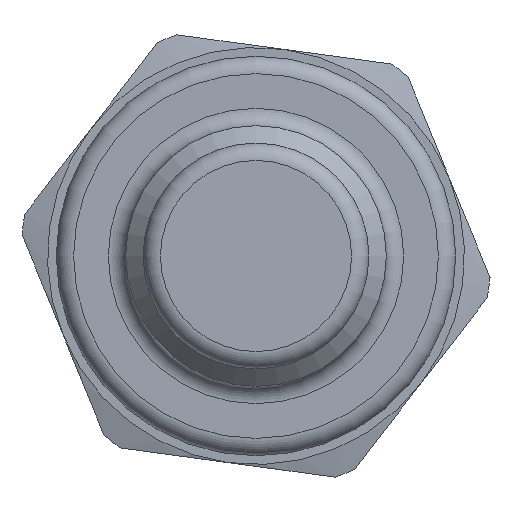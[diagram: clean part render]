
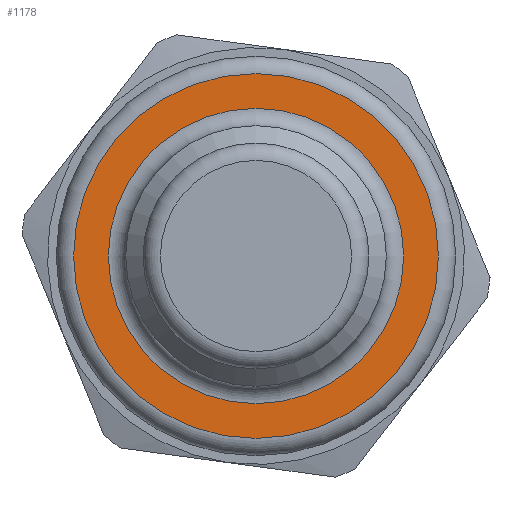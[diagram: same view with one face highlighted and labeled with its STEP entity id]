
A CAD part, left-side view. The second image highlights one B-rep face of the part: STEP entity #1178.
In plain terms, the highlighted planar face has unit normal (-1, 0, 0).
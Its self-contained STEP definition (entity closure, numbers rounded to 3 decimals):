
#1147=CARTESIAN_POINT('',(21.5,8.5,0.));
#1148=VERTEX_POINT('',#1147);
#1149=CARTESIAN_POINT('',(21.5,0.0,0.0));
#1150=DIRECTION('',(-1.0,0.0,0.0));
#1151=DIRECTION('',(0.0,-1.0,0.0));
#1152=AXIS2_PLACEMENT_3D('',#1149,#1150,#1151);
#1153=CIRCLE('',#1152,8.5);
#1154=EDGE_CURVE('',#1148,#1148,#1153,.T.);
#1159=CARTESIAN_POINT('',(21.5,9.5,0.0));
#1160=DIRECTION('',(-1.0,0.0,0.0));
#1161=DIRECTION('',(0.0,0.0,1.0));
#1162=AXIS2_PLACEMENT_3D('',#1159,#1160,#1161);
#1163=PLANE('',#1162);
#1164=CARTESIAN_POINT('',(21.5,10.5,0.0));
#1165=VERTEX_POINT('',#1164);
#1166=CARTESIAN_POINT('',(21.5,0.0,0.0));
#1167=DIRECTION('',(1.0,0.0,0.0));
#1168=DIRECTION('',(0.0,-1.0,0.0));
#1169=AXIS2_PLACEMENT_3D('',#1166,#1167,#1168);
#1170=CIRCLE('',#1169,10.5);
#1171=EDGE_CURVE('',#1165,#1165,#1170,.T.);
#1172=ORIENTED_EDGE('',*,*,#1171,.F.);
#1173=EDGE_LOOP('',(#1172));
#1174=FACE_OUTER_BOUND('',#1173,.T.);
#1175=ORIENTED_EDGE('',*,*,#1154,.F.);
#1176=EDGE_LOOP('',(#1175));
#1177=FACE_BOUND('',#1176,.T.);
#1178=ADVANCED_FACE('',(#1174,#1177),#1163,.T.);
